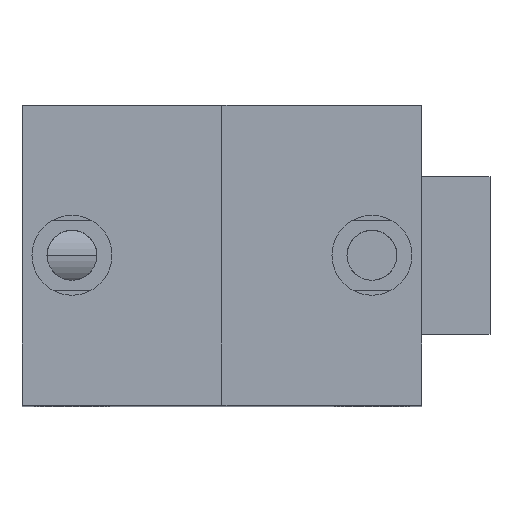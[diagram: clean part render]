
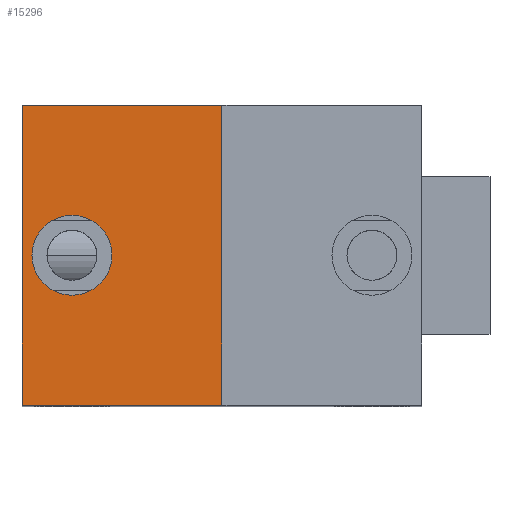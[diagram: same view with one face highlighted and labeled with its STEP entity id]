
A CAD part, top view. The second image highlights one B-rep face of the part: STEP entity #15296.
In plain terms, the highlighted planar face has unit normal (0, 0, 1).
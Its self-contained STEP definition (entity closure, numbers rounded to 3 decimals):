
#891 = EDGE_LOOP ( 'NONE', ( #16541, #33473, #7219, #28080 ) ) ;
#1054 = EDGE_CURVE ( 'NONE', #4556, #3421, #3672, .T. ) ;
#1529 = DIRECTION ( 'NONE',  ( -1., 0., 0. ) ) ;
#1911 = LINE ( 'NONE', #38444, #7710 ) ;
#2236 = CARTESIAN_POINT ( 'NONE',  ( -19., 0., 65. ) ) ;
#2907 = AXIS2_PLACEMENT_3D ( 'NONE', #25710, #29825, #8706 ) ;
#3072 = VECTOR ( 'NONE', #10322, 1000. ) ;
#3421 = VERTEX_POINT ( 'NONE', #32903 ) ;
#3672 = LINE ( 'NONE', #22237, #9965 ) ;
#3894 = CARTESIAN_POINT ( 'NONE',  ( 0., 15., 65. ) ) ;
#4063 = VERTEX_POINT ( 'NONE', #2236 ) ;
#4556 = VERTEX_POINT ( 'NONE', #3894 ) ;
#4645 = CARTESIAN_POINT ( 'NONE',  ( 20., -15., 65. ) ) ;
#7103 = EDGE_CURVE ( 'NONE', #3421, #12267, #1911, .T. ) ;
#7219 = ORIENTED_EDGE ( 'NONE', *, *, #28805, .T. ) ;
#7710 = VECTOR ( 'NONE', #1529, 1000. ) ;
#8706 = DIRECTION ( 'NONE',  ( 1., 0., 0. ) ) ;
#9924 = CARTESIAN_POINT ( 'NONE',  ( -20., -15., 65. ) ) ;
#9965 = VECTOR ( 'NONE', #19265, 1000. ) ;
#10141 = EDGE_CURVE ( 'NONE', #13704, #4063, #11364, .T. ) ;
#10322 = DIRECTION ( 'NONE',  ( 0., -1., 0. ) ) ;
#10768 = ORIENTED_EDGE ( 'NONE', *, *, #10141, .F. ) ;
#11126 = EDGE_LOOP ( 'NONE', ( #10768, #22487 ) ) ;
#11295 = EDGE_CURVE ( 'NONE', #4556, #32372, #13512, .T. ) ;
#11364 = CIRCLE ( 'NONE', #13889, 4. ) ;
#11846 = CARTESIAN_POINT ( 'NONE',  ( -15., 0., 65. ) ) ;
#12267 = VERTEX_POINT ( 'NONE', #15356 ) ;
#13512 = LINE ( 'NONE', #16473, #16479 ) ;
#13704 = VERTEX_POINT ( 'NONE', #34883 ) ;
#13889 = AXIS2_PLACEMENT_3D ( 'NONE', #11846, #29424, #23887 ) ;
#15296 = ADVANCED_FACE ( 'NONE', ( #31878, #31681 ), #31482, .F. ) ;
#15356 = CARTESIAN_POINT ( 'NONE',  ( -20., -15., 65. ) ) ;
#16473 = CARTESIAN_POINT ( 'NONE',  ( 20., 15., 65. ) ) ;
#16479 = VECTOR ( 'NONE', #31458, 1000. ) ;
#16541 = ORIENTED_EDGE ( 'NONE', *, *, #1054, .F. ) ;
#16888 = DIRECTION ( 'NONE',  ( 0., 0., -1. ) ) ;
#19265 = DIRECTION ( 'NONE',  ( 0., -1., 0. ) ) ;
#20118 = AXIS2_PLACEMENT_3D ( 'NONE', #4645, #16888, #37617 ) ;
#21008 = CARTESIAN_POINT ( 'NONE',  ( -20., 15., 65. ) ) ;
#22237 = CARTESIAN_POINT ( 'NONE',  ( 0., -15., 65. ) ) ;
#22487 = ORIENTED_EDGE ( 'NONE', *, *, #37718, .F. ) ;
#23887 = DIRECTION ( 'NONE',  ( 1., 0., 0. ) ) ;
#25121 = LINE ( 'NONE', #9924, #3072 ) ;
#25710 = CARTESIAN_POINT ( 'NONE',  ( -15., 0., 65. ) ) ;
#28080 = ORIENTED_EDGE ( 'NONE', *, *, #7103, .F. ) ;
#28805 = EDGE_CURVE ( 'NONE', #32372, #12267, #25121, .T. ) ;
#29424 = DIRECTION ( 'NONE',  ( 0., 0., 1. ) ) ;
#29825 = DIRECTION ( 'NONE',  ( 0., 0., 1. ) ) ;
#31458 = DIRECTION ( 'NONE',  ( -1., 0., 0. ) ) ;
#31482 = PLANE ( 'NONE',  #20118 ) ;
#31681 = FACE_OUTER_BOUND ( 'NONE', #891, .T. ) ;
#31878 = FACE_BOUND ( 'NONE', #11126, .T. ) ;
#32372 = VERTEX_POINT ( 'NONE', #21008 ) ;
#32903 = CARTESIAN_POINT ( 'NONE',  ( 0., -15., 65. ) ) ;
#33170 = CIRCLE ( 'NONE', #2907, 4. ) ;
#33473 = ORIENTED_EDGE ( 'NONE', *, *, #11295, .T. ) ;
#34883 = CARTESIAN_POINT ( 'NONE',  ( -11., 0., 65. ) ) ;
#37617 = DIRECTION ( 'NONE',  ( -1., 0., 0. ) ) ;
#37718 = EDGE_CURVE ( 'NONE', #4063, #13704, #33170, .T. ) ;
#38444 = CARTESIAN_POINT ( 'NONE',  ( 20., -15., 65. ) ) ;
